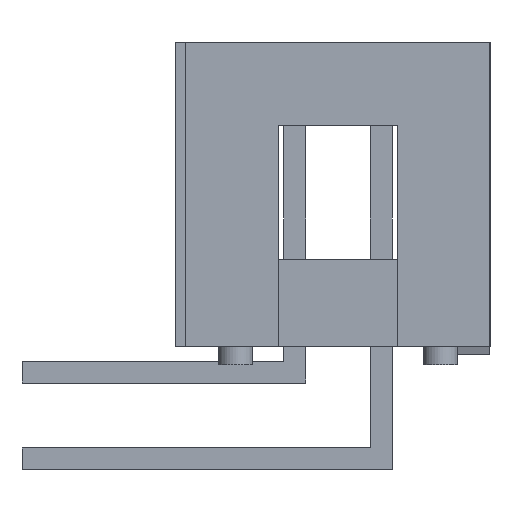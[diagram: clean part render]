
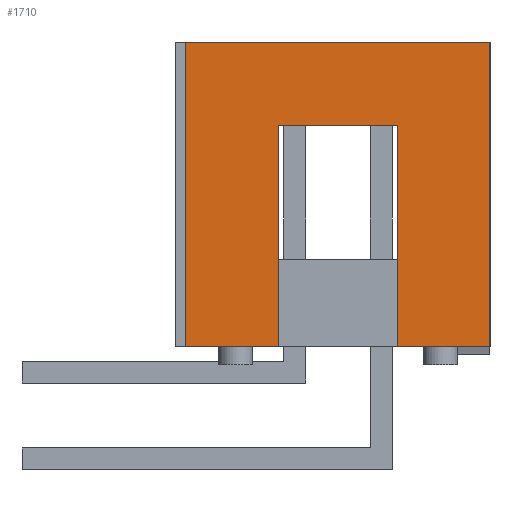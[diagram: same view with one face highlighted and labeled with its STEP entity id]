
A CAD part, left-side view. The second image highlights one B-rep face of the part: STEP entity #1710.
In plain terms, the highlighted planar face has unit normal (-1, 0, 0).
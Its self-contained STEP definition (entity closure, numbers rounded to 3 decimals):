
#1710=ADVANCED_FACE('',(#2258),#1985,.T.);
#1985=PLANE('',#6974);
#2258=FACE_OUTER_BOUND('',#2558,.T.);
#2558=EDGE_LOOP('',(#3746,#3747,#3748,#3749,#3750,#3751,#3752,#3753));
#3746=ORIENTED_EDGE('',*,*,#5200,.T.);
#3747=ORIENTED_EDGE('',*,*,#5197,.T.);
#3748=ORIENTED_EDGE('',*,*,#5201,.T.);
#3749=ORIENTED_EDGE('',*,*,#5202,.T.);
#3750=ORIENTED_EDGE('',*,*,#5203,.T.);
#3751=ORIENTED_EDGE('',*,*,#5047,.F.);
#3752=ORIENTED_EDGE('',*,*,#5204,.T.);
#3753=ORIENTED_EDGE('',*,*,#5100,.T.);
#4403=VERTEX_POINT('',#9337);
#4404=VERTEX_POINT('',#9339);
#4440=VERTEX_POINT('',#9448);
#4441=VERTEX_POINT('',#9450);
#4509=VERTEX_POINT('',#9642);
#4510=VERTEX_POINT('',#9643);
#4511=VERTEX_POINT('',#9650);
#4512=VERTEX_POINT('',#9652);
#5047=EDGE_CURVE('',#4403,#4404,#5766,.T.);
#5100=EDGE_CURVE('',#4441,#4440,#5819,.T.);
#5197=EDGE_CURVE('',#4509,#4510,#5914,.T.);
#5200=EDGE_CURVE('',#4440,#4509,#5917,.T.);
#5201=EDGE_CURVE('',#4510,#4511,#5918,.T.);
#5202=EDGE_CURVE('',#4511,#4512,#5919,.T.);
#5203=EDGE_CURVE('',#4512,#4404,#5920,.T.);
#5204=EDGE_CURVE('',#4403,#4441,#5921,.T.);
#5766=LINE('',#9338,#6479);
#5819=LINE('',#9449,#6532);
#5914=LINE('',#9641,#6627);
#5917=LINE('',#9647,#6630);
#5918=LINE('',#9649,#6631);
#5919=LINE('',#9651,#6632);
#5920=LINE('',#9653,#6633);
#5921=LINE('',#9654,#6634);
#6479=VECTOR('',#7906,1.);
#6532=VECTOR('',#8001,1.);
#6627=VECTOR('',#8154,1.);
#6630=VECTOR('',#8159,1.);
#6631=VECTOR('',#8162,1.);
#6632=VECTOR('',#8163,1.);
#6633=VECTOR('',#8164,1.);
#6634=VECTOR('',#8165,1.);
#6974=AXIS2_PLACEMENT_3D('',#9655,#8166,#8167);
#7906=DIRECTION('',(0.,0.,1.));
#8001=DIRECTION('',(0.,0.,1.));
#8154=DIRECTION('',(0.,0.,-1.));
#8159=DIRECTION('',(0.,-1.,0.));
#8162=DIRECTION('',(0.,-1.,0.));
#8163=DIRECTION('',(0.,0.,1.));
#8164=DIRECTION('',(0.,1.,0.));
#8165=DIRECTION('',(0.,-1.,0.));
#8166=DIRECTION('',(-1.,0.,0.));
#8167=DIRECTION('',(0.,-1.,0.));
#9337=CARTESIAN_POINT('',(-13.95,4.45,-8.9));
#9338=CARTESIAN_POINT('',(-13.95,4.45,-8.9));
#9339=CARTESIAN_POINT('',(-13.95,4.45,0.));
#9448=CARTESIAN_POINT('',(-13.95,1.75,-2.45));
#9449=CARTESIAN_POINT('',(-13.95,1.75,-8.9));
#9450=CARTESIAN_POINT('',(-13.95,1.75,-8.9));
#9641=CARTESIAN_POINT('',(-13.95,-1.75,-2.45));
#9642=CARTESIAN_POINT('',(-13.95,-1.75,-2.45));
#9643=CARTESIAN_POINT('',(-13.95,-1.75,-8.9));
#9647=CARTESIAN_POINT('',(-13.95,1.75,-2.45));
#9649=CARTESIAN_POINT('',(-13.95,-1.75,-8.9));
#9650=CARTESIAN_POINT('',(-13.95,-4.45,-8.9));
#9651=CARTESIAN_POINT('',(-13.95,-4.45,-8.9));
#9652=CARTESIAN_POINT('',(-13.95,-4.45,0.));
#9653=CARTESIAN_POINT('',(-13.95,-4.45,0.));
#9654=CARTESIAN_POINT('',(-13.95,4.45,-8.9));
#9655=CARTESIAN_POINT('',(-13.95,4.45,-8.9));
